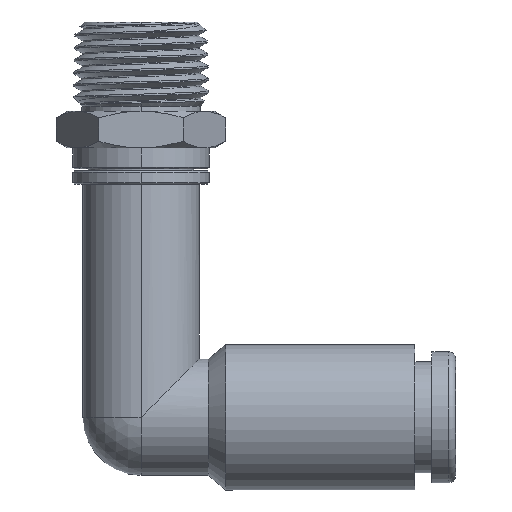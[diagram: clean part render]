
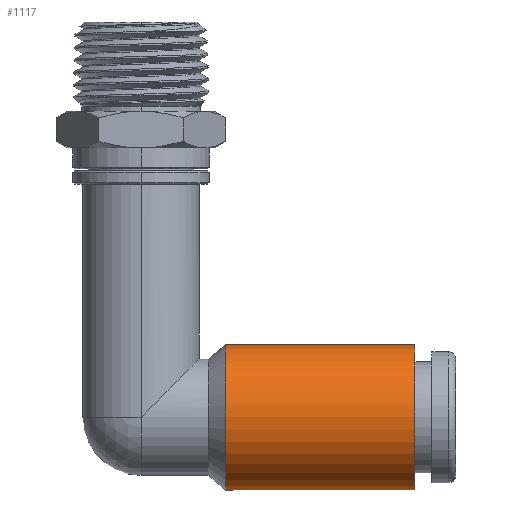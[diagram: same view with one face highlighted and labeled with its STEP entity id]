
A CAD part, left-side view. The second image highlights one B-rep face of the part: STEP entity #1117.
In plain terms, the highlighted cylindrical face has radius 5.461 mm (diameter 10.922 mm), a partial arc.
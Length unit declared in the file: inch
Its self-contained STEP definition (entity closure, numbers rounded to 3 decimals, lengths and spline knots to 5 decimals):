
#33 = EDGE_CURVE ( 'NONE', #2033, #1547, #570, .T. ) ;
#85 = EDGE_CURVE ( 'NONE', #2039, #2041, #625, .T. ) ;
#375 = CYLINDRICAL_SURFACE ( 'NONE', #1552, 0.215 ) ;
#431 = FACE_OUTER_BOUND ( 'NONE', #668, .T. ) ;
#570 = CIRCLE ( 'NONE', #1492, 0.215 ) ;
#625 = CIRCLE ( 'NONE', #1495, 0.215 ) ;
#668 = EDGE_LOOP ( 'NONE', ( #2297, #2201, #2197, #2219 ) ) ;
#820 = CARTESIAN_POINT ( 'NONE',  ( 0., 0., -0.9539 ) ) ;
#848 = DIRECTION ( 'NONE',  ( 0., 1., 0. ) ) ;
#1117 = ADVANCED_FACE ( 'NONE', ( #431 ), #375, .T. ) ;
#1492 = AXIS2_PLACEMENT_3D ( 'NONE', #3305, #3300, #3299 ) ;
#1495 = AXIS2_PLACEMENT_3D ( 'NONE', #3971, #3910, #3964 ) ;
#1547 = VERTEX_POINT ( 'NONE', #2120 ) ;
#1552 = AXIS2_PLACEMENT_3D ( 'NONE', #3358, #3356, #3945 ) ;
#1819 = CARTESIAN_POINT ( 'NONE',  ( 0., -0.81, -0.9539 ) ) ;
#1831 = CARTESIAN_POINT ( 'NONE',  ( 0., -0.81, -1.3839 ) ) ;
#1836 = CARTESIAN_POINT ( 'NONE',  ( 0., -0.25003, -1.3839 ) ) ;
#2033 = VERTEX_POINT ( 'NONE', #1836 ) ;
#2039 = VERTEX_POINT ( 'NONE', #1831 ) ;
#2041 = VERTEX_POINT ( 'NONE', #1819 ) ;
#2120 = CARTESIAN_POINT ( 'NONE',  ( 0., -0.25003, -0.9539 ) ) ;
#2197 = ORIENTED_EDGE ( 'NONE', *, *, #3190, .T. ) ;
#2201 = ORIENTED_EDGE ( 'NONE', *, *, #85, .T. ) ;
#2219 = ORIENTED_EDGE ( 'NONE', *, *, #33, .F. ) ;
#2297 = ORIENTED_EDGE ( 'NONE', *, *, #3244, .F. ) ;
#2654 = DIRECTION ( 'NONE',  ( 0., 1., 0. ) ) ;
#2663 = CARTESIAN_POINT ( 'NONE',  ( 0., 0., -1.3839 ) ) ;
#2760 = VECTOR ( 'NONE', #848, 39.37008 ) ;
#2789 = LINE ( 'NONE', #2663, #2792 ) ;
#2792 = VECTOR ( 'NONE', #2654, 39.37008 ) ;
#3190 = EDGE_CURVE ( 'NONE', #2041, #1547, #3203, .T. ) ;
#3203 = LINE ( 'NONE', #820, #2760 ) ;
#3244 = EDGE_CURVE ( 'NONE', #2039, #2033, #2789, .T. ) ;
#3299 = DIRECTION ( 'NONE',  ( 0., 0., 1. ) ) ;
#3300 = DIRECTION ( 'NONE',  ( 0., 1., 0. ) ) ;
#3305 = CARTESIAN_POINT ( 'NONE',  ( 0., -0.25003, -1.1689 ) ) ;
#3356 = DIRECTION ( 'NONE',  ( 0., 1., 0. ) ) ;
#3358 = CARTESIAN_POINT ( 'NONE',  ( 0., 0., -1.1689 ) ) ;
#3910 = DIRECTION ( 'NONE',  ( 0., 1., 0. ) ) ;
#3945 = DIRECTION ( 'NONE',  ( 0., 0., 1. ) ) ;
#3964 = DIRECTION ( 'NONE',  ( 0., 0., 1. ) ) ;
#3971 = CARTESIAN_POINT ( 'NONE',  ( 0., -0.81, -1.1689 ) ) ;
